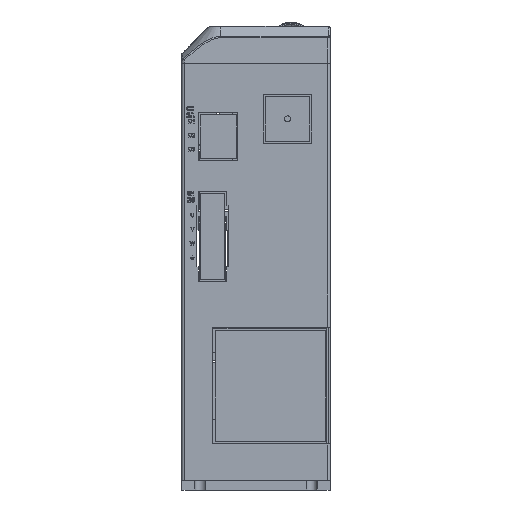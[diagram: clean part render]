
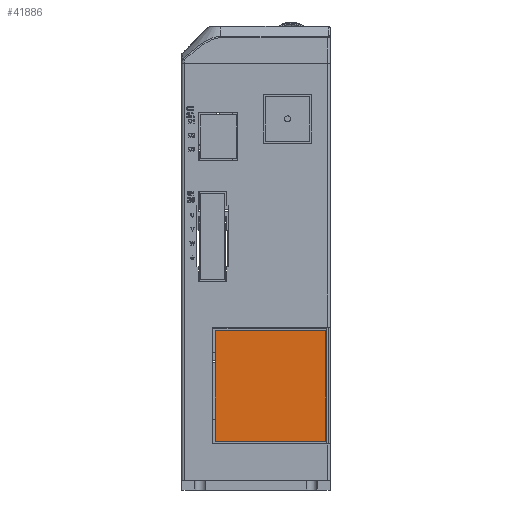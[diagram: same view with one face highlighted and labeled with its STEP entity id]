
A CAD part, front view. The second image highlights one B-rep face of the part: STEP entity #41886.
In plain terms, the highlighted planar face has unit normal (0, -1, 0).
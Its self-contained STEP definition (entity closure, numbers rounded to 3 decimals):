
#579 = CARTESIAN_POINT ( 'NONE',  ( -22.067, -256., 85.991 ) ) ;
#718 = AXIS2_PLACEMENT_3D ( 'NONE', #30890, #31047, #9192 ) ;
#968 = EDGE_CURVE ( 'NONE', #45039, #20973, #10964, .T. ) ;
#1194 = CARTESIAN_POINT ( 'NONE',  ( 37.702, -256., 85.991 ) ) ;
#1649 = CARTESIAN_POINT ( 'NONE',  ( -22.067, -256., 85.991 ) ) ;
#2576 = VECTOR ( 'NONE', #16083, 1000. ) ;
#9192 = DIRECTION ( 'NONE',  ( 0., 0., -1. ) ) ;
#9684 = ORIENTED_EDGE ( 'NONE', *, *, #968, .T. ) ;
#10964 = LINE ( 'NONE', #1194, #18370 ) ;
#12233 = LINE ( 'NONE', #1649, #21908 ) ;
#16083 = DIRECTION ( 'NONE',  ( 1., 0., 0. ) ) ;
#16539 = EDGE_CURVE ( 'NONE', #26126, #45039, #21949, .T. ) ;
#17099 = EDGE_CURVE ( 'NONE', #20973, #44328, #12233, .T. ) ;
#18370 = VECTOR ( 'NONE', #26739, 1000. ) ;
#19829 = DIRECTION ( 'NONE',  ( -1., 0., 0. ) ) ;
#20214 = ORIENTED_EDGE ( 'NONE', *, *, #24420, .T. ) ;
#20973 = VERTEX_POINT ( 'NONE', #21678 ) ;
#21678 = CARTESIAN_POINT ( 'NONE',  ( 37.702, -256., 85.991 ) ) ;
#21908 = VECTOR ( 'NONE', #19829, 1000. ) ;
#21949 = LINE ( 'NONE', #41597, #2576 ) ;
#24420 = EDGE_CURVE ( 'NONE', #44328, #26126, #29245, .T. ) ;
#24729 = CARTESIAN_POINT ( 'NONE',  ( -22.067, -256., 85.991 ) ) ;
#26126 = VERTEX_POINT ( 'NONE', #40806 ) ;
#26739 = DIRECTION ( 'NONE',  ( 0., 0., 1. ) ) ;
#27388 = PLANE ( 'NONE',  #718 ) ;
#29245 = LINE ( 'NONE', #579, #30407 ) ;
#29287 = ORIENTED_EDGE ( 'NONE', *, *, #16539, .T. ) ;
#29807 = DIRECTION ( 'NONE',  ( 0., 0., -1. ) ) ;
#30407 = VECTOR ( 'NONE', #29807, 1000. ) ;
#30890 = CARTESIAN_POINT ( 'NONE',  ( 0., -256., 0. ) ) ;
#31047 = DIRECTION ( 'NONE',  ( 0., -1., 0. ) ) ;
#35505 = CARTESIAN_POINT ( 'NONE',  ( 37.702, -256., 26.222 ) ) ;
#38729 = EDGE_LOOP ( 'NONE', ( #20214, #29287, #9684, #43482 ) ) ;
#40806 = CARTESIAN_POINT ( 'NONE',  ( -22.067, -256., 26.222 ) ) ;
#41597 = CARTESIAN_POINT ( 'NONE',  ( -22.067, -256., 26.222 ) ) ;
#41886 = ADVANCED_FACE ( 'NONE', ( #45103 ), #27388, .T. ) ;
#43482 = ORIENTED_EDGE ( 'NONE', *, *, #17099, .T. ) ;
#44328 = VERTEX_POINT ( 'NONE', #24729 ) ;
#45039 = VERTEX_POINT ( 'NONE', #35505 ) ;
#45103 = FACE_OUTER_BOUND ( 'NONE', #38729, .T. ) ;
